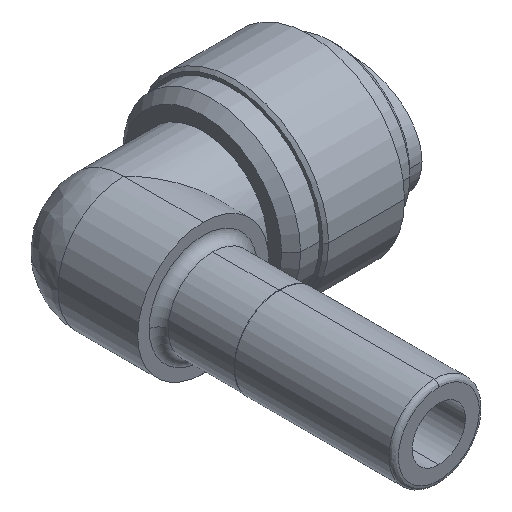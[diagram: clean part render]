
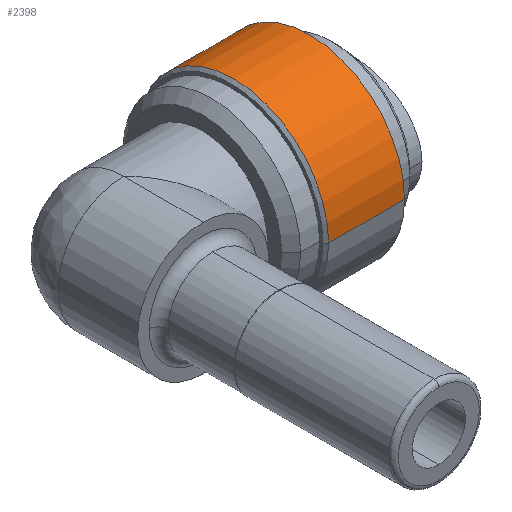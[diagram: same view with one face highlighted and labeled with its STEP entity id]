
A CAD part, isometric view. The second image highlights one B-rep face of the part: STEP entity #2398.
In plain terms, the highlighted cylindrical face has radius 10 mm (diameter 20 mm), a partial arc.
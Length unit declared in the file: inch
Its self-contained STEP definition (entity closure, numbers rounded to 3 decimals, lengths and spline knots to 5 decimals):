
#79 = AXIS2_PLACEMENT_3D ( 'NONE', #1819, #708, #2011 ) ;
#181 = DIRECTION ( 'NONE',  ( 1., 0., 0. ) ) ;
#230 = CARTESIAN_POINT ( 'NONE',  ( 0.45669, 1.70079, 0. ) ) ;
#239 = LINE ( 'NONE', #1721, #2162 ) ;
#323 = CIRCLE ( 'NONE', #79, 0.3937 ) ;
#345 = ORIENTED_EDGE ( 'NONE', *, *, #823, .T. ) ;
#483 = CARTESIAN_POINT ( 'NONE',  ( 0.61417, 1.30709, 0. ) ) ;
#525 = LINE ( 'NONE', #1120, #1403 ) ;
#553 = CYLINDRICAL_SURFACE ( 'NONE', #1980, 0.3937 ) ;
#570 = VERTEX_POINT ( 'NONE', #1558 ) ;
#648 = ORIENTED_EDGE ( 'NONE', *, *, #2080, .F. ) ;
#676 = CARTESIAN_POINT ( 'NONE',  ( 0.77165, 1.70079, 0. ) ) ;
#708 = DIRECTION ( 'NONE',  ( 1., 0., 0. ) ) ;
#713 = EDGE_LOOP ( 'NONE', ( #345, #1127, #648, #957 ) ) ;
#823 = EDGE_CURVE ( 'NONE', #2196, #570, #323, .T. ) ;
#956 = CARTESIAN_POINT ( 'NONE',  ( 0.77165, 1.30709, 0. ) ) ;
#957 = ORIENTED_EDGE ( 'NONE', *, *, #1260, .F. ) ;
#1051 = DIRECTION ( 'NONE',  ( 0., 1., 0. ) ) ;
#1094 = VERTEX_POINT ( 'NONE', #676 ) ;
#1120 = CARTESIAN_POINT ( 'NONE',  ( 0.61417, 1.70079, 0. ) ) ;
#1127 = ORIENTED_EDGE ( 'NONE', *, *, #1449, .T. ) ;
#1154 = DIRECTION ( 'NONE',  ( 0., 1., 0. ) ) ;
#1240 = VERTEX_POINT ( 'NONE', #1295 ) ;
#1260 = EDGE_CURVE ( 'NONE', #2196, #1094, #525, .T. ) ;
#1295 = CARTESIAN_POINT ( 'NONE',  ( 0.77165, 0.91339, 0. ) ) ;
#1339 = CIRCLE ( 'NONE', #1971, 0.3937 ) ;
#1403 = VECTOR ( 'NONE', #181, 39.37008 ) ;
#1449 = EDGE_CURVE ( 'NONE', #570, #1240, #239, .T. ) ;
#1558 = CARTESIAN_POINT ( 'NONE',  ( 0.45669, 0.91339, 0. ) ) ;
#1595 = FACE_OUTER_BOUND ( 'NONE', #713, .T. ) ;
#1721 = CARTESIAN_POINT ( 'NONE',  ( 0.61417, 0.91339, 0. ) ) ;
#1794 = DIRECTION ( 'NONE',  ( 1., 0., 0. ) ) ;
#1819 = CARTESIAN_POINT ( 'NONE',  ( 0.45669, 1.30709, 0. ) ) ;
#1971 = AXIS2_PLACEMENT_3D ( 'NONE', #956, #2264, #1154 ) ;
#1980 = AXIS2_PLACEMENT_3D ( 'NONE', #483, #1794, #1051 ) ;
#2011 = DIRECTION ( 'NONE',  ( 0., 1., 0. ) ) ;
#2080 = EDGE_CURVE ( 'NONE', #1094, #1240, #1339, .T. ) ;
#2162 = VECTOR ( 'NONE', #2301, 39.37008 ) ;
#2196 = VERTEX_POINT ( 'NONE', #230 ) ;
#2264 = DIRECTION ( 'NONE',  ( 1., 0., 0. ) ) ;
#2301 = DIRECTION ( 'NONE',  ( 1., 0., 0. ) ) ;
#2398 = ADVANCED_FACE ( 'NONE', ( #1595 ), #553, .T. ) ;
